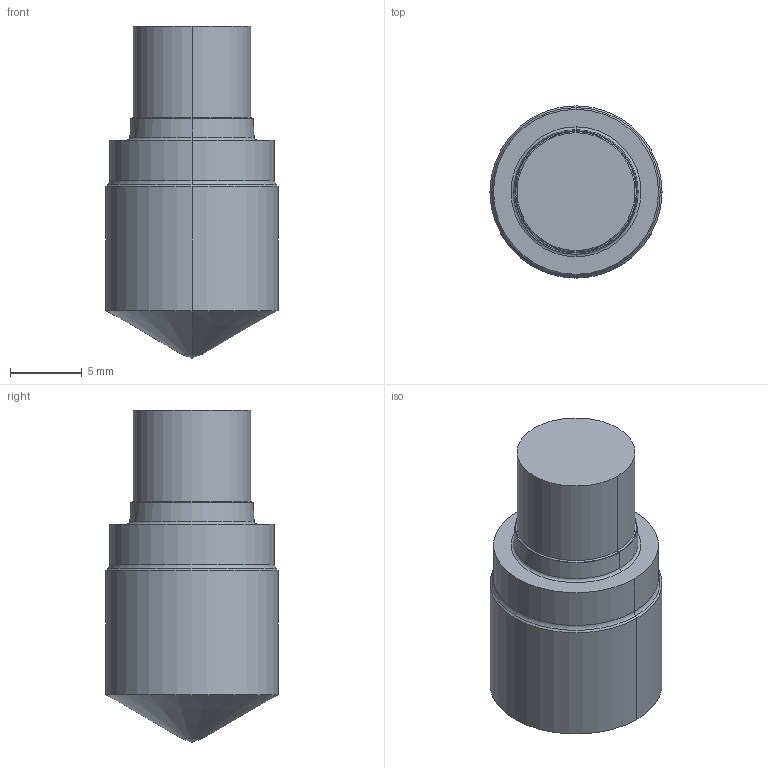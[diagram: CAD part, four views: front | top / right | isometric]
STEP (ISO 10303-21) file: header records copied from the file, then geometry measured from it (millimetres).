
FILE_DESCRIPTION((''),'2;1');
FILE_NAME('45P12012T8RA60','2015-11-28T',('schorn'),(''),'PRO/ENGINEER BY PARAMETRIC TECHNOLOGY CORPORATION, 2011490','PRO/ENGINEER BY PARAMETRIC TECHNOLOGY CORPORATION, 2011490','');
FILE_SCHEMA(('AUTOMOTIVE_DESIGN { 1 2 10303 214 0 1 1 1 }'));
Length unit declared in the file: millimetre
Products named in the file (3): NOCUT; CUT; 45P12012T8RA60
Assembly tree (2 placements, depth 2):
  45P12012T8RA60
    NOCUT
    CUT
Bounding box: 12 x 12 x 23.15 mm (x, y, z)
Volume: 1877.4 mm3; surface area: 1109.1 mm2
Topology: 2 solids, 2 shells, 26 faces, 50 edges, 32 vertices
Faces by surface type: cone 8, plane 6, torus 6, cylinder 6
Entity records: 1066 total; most frequent: DIRECTION 164, CARTESIAN_POINT 125, ORIENTED_EDGE 96, AXIS2_PLACEMENT_3D 74, PRESENTATION_STYLE_ASSIGNMENT 57, STYLED_ITEM 57, CURVE_STYLE 55, EDGE_CURVE 48
